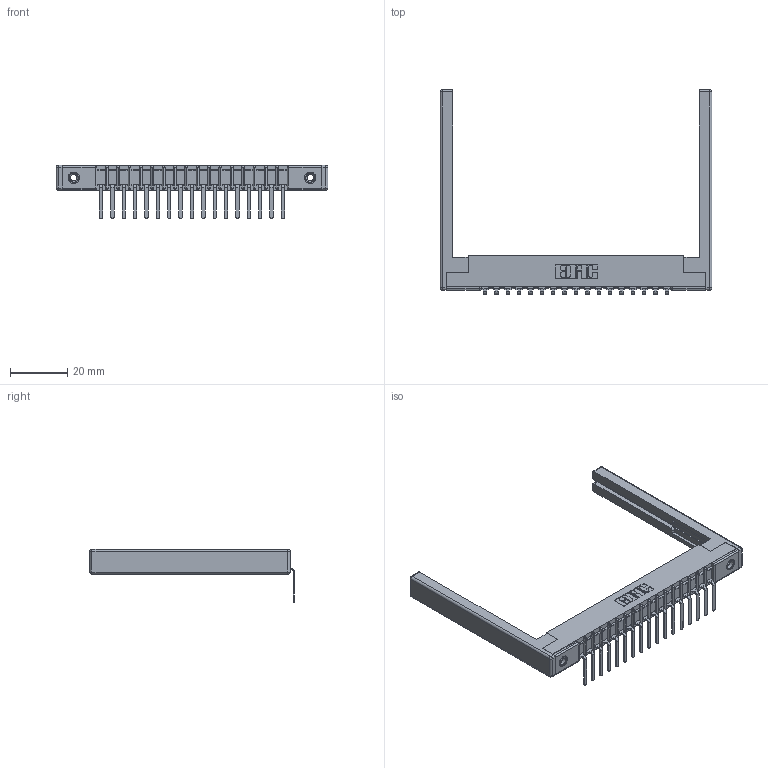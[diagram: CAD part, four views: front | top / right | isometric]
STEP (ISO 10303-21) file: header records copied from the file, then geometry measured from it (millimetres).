
FILE_DESCRIPTION (( 'STEP AP203' ), '1' );
FILE_NAME ('357-017-457-168.STEP', '2020-09-30T23:13:35', ( '' ), ( '' ), 'SwSTEP 2.0', 'SolidWorks 2020', '' );
FILE_SCHEMA (( 'CONFIG_CONTROL_DESIGN' ));
Length unit declared in the file: inch
Products named in the file (5): 307-220-068; 307 Part_.156 Dia Mounting Holes; 345-250-001_345-250-001-102; 357-017-457-168; 307-290-002_557
Assembly tree (22 placements, depth 2):
  357-017-457-168
    307 Part_.156 Dia Mounting Holes
    307-290-002_557  x17
    307-220-068  x2
    345-250-001_345-250-001-102  x2
Bounding box: 94.79 x 71.29 x 18.67 mm (x, y, z)
Volume: 10860.1 mm3; surface area: 15483.9 mm2
Topology: 22 solids, 22 shells, 1616 faces, 4861 edges, 3170 vertices
Faces by surface type: plane 957, cylinder 599, sphere 44, cone 12, torus 4
Entity records: 21269 total; most frequent: CARTESIAN_POINT 3549, ORIENTED_EDGE 3528, DIRECTION 3478, EDGE_CURVE 1764, VECTOR 1336, LINE 1336, VERTEX_POINT 1142, AXIS2_PLACEMENT_3D 1071
